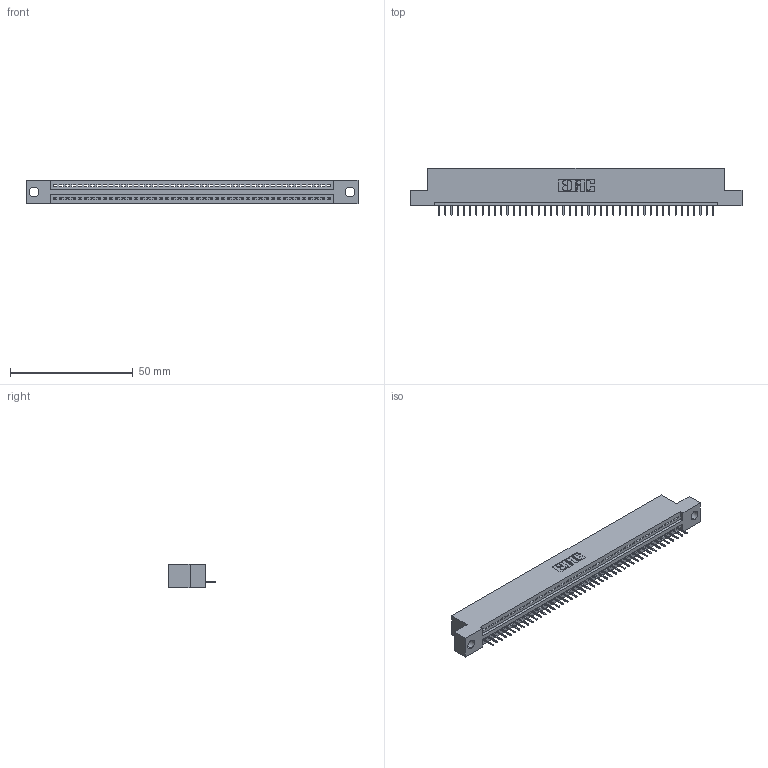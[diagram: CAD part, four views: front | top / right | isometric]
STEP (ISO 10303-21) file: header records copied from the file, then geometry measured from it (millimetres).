
FILE_DESCRIPTION (( 'STEP AP203' ), '1' );
FILE_NAME ('345-045-524-104.STEP', '2018-09-09T09:46:15', ( '' ), ( '' ), 'SwSTEP 2.0', 'SolidWorks 2016', '' );
FILE_SCHEMA (( 'CONFIG_CONTROL_DESIGN' ));
Length unit declared in the file: inch
Products named in the file (3): 345 Part_Flush Mounting Lugs - 0.156 Dia-TH; 345-292-001_345-293-124; 345-045-524-104
Assembly tree (46 placements, depth 2):
  345-045-524-104
    345 Part_Flush Mounting Lugs - 0.156 Dia-TH
    345-292-001_345-293-124  x45
Bounding box: 135.51 x 19.35 x 9.4 mm (x, y, z)
Volume: 12629.7 mm3; surface area: 16064.9 mm2
Topology: 46 solids, 46 shells, 2916 faces, 8441 edges, 5446 vertices
Faces by surface type: plane 2150, cylinder 766
Entity records: 33541 total; most frequent: CARTESIAN_POINT 5815, ORIENTED_EDGE 5794, DIRECTION 5075, EDGE_CURVE 2897, LINE 2589, VECTOR 2589, VERTEX_POINT 1926, AXIS2_PLACEMENT_3D 1243
